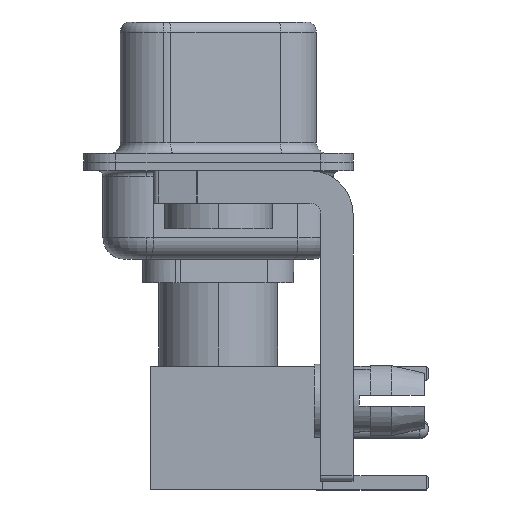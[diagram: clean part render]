
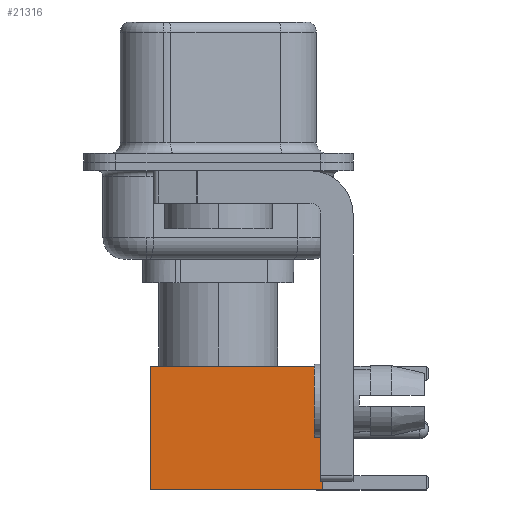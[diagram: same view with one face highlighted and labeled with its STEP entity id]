
A CAD part, left-side view. The second image highlights one B-rep face of the part: STEP entity #21316.
In plain terms, the highlighted face is planar.
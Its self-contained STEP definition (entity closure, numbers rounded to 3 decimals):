
#380 = CARTESIAN_POINT ( 'NONE',  ( -2.875, 2.875, 8. ) ) ;
#623 = PLANE ( 'NONE',  #21452 ) ;
#1871 = VERTEX_POINT ( 'NONE', #380 ) ;
#1978 = VECTOR ( 'NONE', #20343, 1000. ) ;
#2413 = DIRECTION ( 'NONE',  ( 0., 1., 0. ) ) ;
#2460 = LINE ( 'NONE', #14316, #10929 ) ;
#2495 = CARTESIAN_POINT ( 'NONE',  ( -2.875, 2.875, 0. ) ) ;
#3306 = EDGE_CURVE ( 'NONE', #1871, #14457, #2460, .T. ) ;
#4169 = VERTEX_POINT ( 'NONE', #17817 ) ;
#4419 = DIRECTION ( 'NONE',  ( -1., 0., 0. ) ) ;
#4472 = LINE ( 'NONE', #10946, #19569 ) ;
#5462 = ORIENTED_EDGE ( 'NONE', *, *, #6553, .T. ) ;
#6553 = EDGE_CURVE ( 'NONE', #4169, #6743, #15221, .T. ) ;
#6733 = CARTESIAN_POINT ( 'NONE',  ( 2.875, 2.875, 0. ) ) ;
#6743 = VERTEX_POINT ( 'NONE', #14855 ) ;
#6915 = EDGE_CURVE ( 'NONE', #4169, #1871, #16254, .T. ) ;
#9665 = FACE_OUTER_BOUND ( 'NONE', #20995, .T. ) ;
#10889 = CARTESIAN_POINT ( 'NONE',  ( 2.875, 2.875, 0. ) ) ;
#10929 = VECTOR ( 'NONE', #10941, 1000. ) ;
#10941 = DIRECTION ( 'NONE',  ( 0., 0., -1. ) ) ;
#10946 = CARTESIAN_POINT ( 'NONE',  ( 0., 2.875, 0. ) ) ;
#12381 = VECTOR ( 'NONE', #4419, 1000. ) ;
#13055 = ORIENTED_EDGE ( 'NONE', *, *, #3306, .F. ) ;
#14252 = ORIENTED_EDGE ( 'NONE', *, *, #6915, .F. ) ;
#14316 = CARTESIAN_POINT ( 'NONE',  ( -2.875, 2.875, 0. ) ) ;
#14457 = VERTEX_POINT ( 'NONE', #2495 ) ;
#14855 = CARTESIAN_POINT ( 'NONE',  ( 2.875, 2.875, 0. ) ) ;
#14915 = DIRECTION ( 'NONE',  ( 0., 0., 1. ) ) ;
#14951 = ORIENTED_EDGE ( 'NONE', *, *, #14979, .T. ) ;
#14979 = EDGE_CURVE ( 'NONE', #6743, #14457, #4472, .T. ) ;
#15221 = LINE ( 'NONE', #6733, #1978 ) ;
#16254 = LINE ( 'NONE', #21715, #12381 ) ;
#17817 = CARTESIAN_POINT ( 'NONE',  ( 2.875, 2.875, 8. ) ) ;
#18194 = DIRECTION ( 'NONE',  ( -1., 0., 0. ) ) ;
#19569 = VECTOR ( 'NONE', #18194, 1000. ) ;
#20343 = DIRECTION ( 'NONE',  ( 0., 0., -1. ) ) ;
#20995 = EDGE_LOOP ( 'NONE', ( #5462, #14951, #13055, #14252 ) ) ;
#21316 = ADVANCED_FACE ( 'NONE', ( #9665 ), #623, .T. ) ;
#21452 = AXIS2_PLACEMENT_3D ( 'NONE', #10889, #2413, #14915 ) ;
#21715 = CARTESIAN_POINT ( 'NONE',  ( 0., 2.875, 8. ) ) ;
